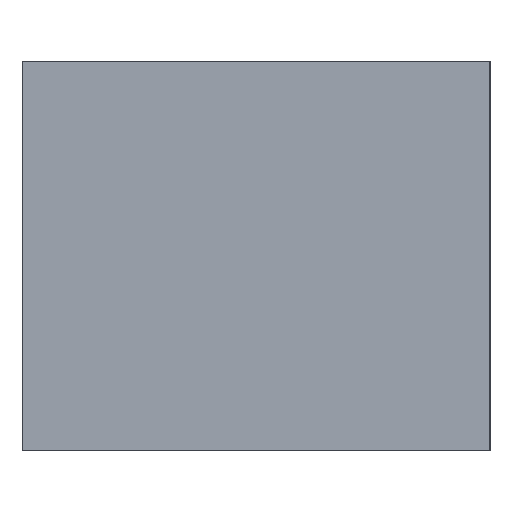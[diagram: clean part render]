
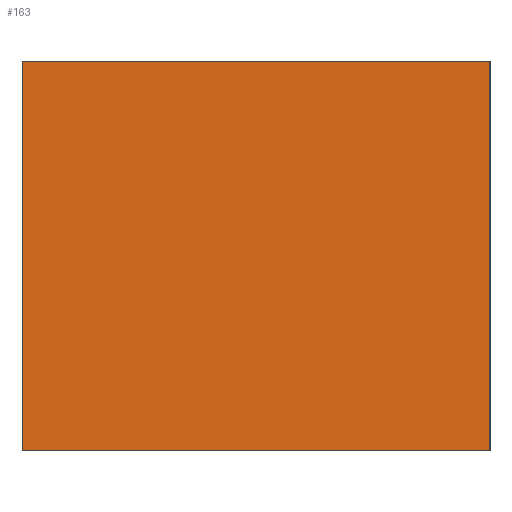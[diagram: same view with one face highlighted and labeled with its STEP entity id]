
A CAD part, left-side view. The second image highlights one B-rep face of the part: STEP entity #163.
In plain terms, the highlighted planar face has unit normal (-1, 0, 0).
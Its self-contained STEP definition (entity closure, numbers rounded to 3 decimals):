
#124=CARTESIAN_POINT('',(0.0,0.0,0.0));
#125=DIRECTION('',(-1.0,0.0,0.0));
#126=DIRECTION('',(0.0,0.0,1.0));
#127=AXIS2_PLACEMENT_3D('',#124,#125,#126);
#128=PLANE('',#127);
#129=CARTESIAN_POINT('',(0.0,0.0,15.875));
#130=VERTEX_POINT('',#129);
#131=CARTESIAN_POINT('',(0.0,19.05,15.875));
#132=VERTEX_POINT('',#131);
#133=CARTESIAN_POINT('',(0.0,0.0,15.875));
#134=DIRECTION('',(0.0,1.0,0.0));
#135=VECTOR('',#134,19.05);
#136=LINE('',#133,#135);
#137=EDGE_CURVE('',#130,#132,#136,.T.);
#138=ORIENTED_EDGE('',*,*,#137,.T.);
#139=CARTESIAN_POINT('',(0.0,19.05,0.0));
#140=VERTEX_POINT('',#139);
#141=CARTESIAN_POINT('',(0.0,19.05,0.0));
#142=DIRECTION('',(0.0,0.0,1.0));
#143=VECTOR('',#142,15.875);
#144=LINE('',#141,#143);
#145=EDGE_CURVE('',#140,#132,#144,.T.);
#146=ORIENTED_EDGE('',*,*,#145,.F.);
#147=CARTESIAN_POINT('',(0.0,0.0,0.0));
#148=VERTEX_POINT('',#147);
#149=CARTESIAN_POINT('',(0.0,19.05,0.0));
#150=DIRECTION('',(0.0,-1.0,0.0));
#151=VECTOR('',#150,19.05);
#152=LINE('',#149,#151);
#153=EDGE_CURVE('',#140,#148,#152,.T.);
#154=ORIENTED_EDGE('',*,*,#153,.T.);
#155=CARTESIAN_POINT('',(0.0,0.0,0.0));
#156=DIRECTION('',(0.0,0.0,1.0));
#157=VECTOR('',#156,15.875);
#158=LINE('',#155,#157);
#159=EDGE_CURVE('',#148,#130,#158,.T.);
#160=ORIENTED_EDGE('',*,*,#159,.T.);
#161=EDGE_LOOP('',(#138,#146,#154,#160));
#162=FACE_OUTER_BOUND('',#161,.T.);
#163=ADVANCED_FACE('',(#162),#128,.T.);
